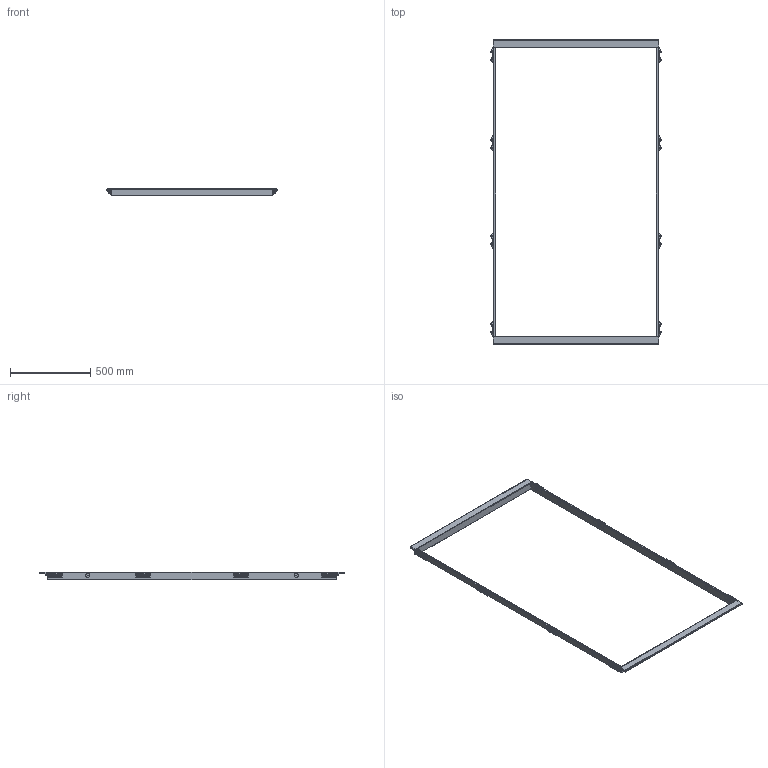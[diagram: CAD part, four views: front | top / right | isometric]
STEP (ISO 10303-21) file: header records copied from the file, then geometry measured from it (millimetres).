
FILE_DESCRIPTION(('STEP AP214'),'1');
FILE_NAME('cctmp_AE096D60-319F-420B-9938-1645033EDD65_2024_05_06_11_41_43_0728..stp','2024-05-06T09:41:45',('SIEMENS A&D'),('CADClick - www.CADClick.com'),'Spatial InterOp 3D',' ','unknown authorization');
FILE_SCHEMA(('AUTOMOTIVE_DESIGN'));
Length unit declared in the file: millimetre
Products named in the file (41): cc_unnamed; 2024_05_06_11_41_43_0681; 2024_05_06_11_41_43_0650; 2024_05_06_11_41_43_0619; 2024_05_06_11_41_43_0588; 2024_05_06_11_41_43_0556; 2024_05_06_11_41_43_0494; 2024_05_06_11_41_43_0463; 2024_05_06_11_41_43_0425; 2024_05_06_11_41_43_0363; 2024_05_06_11_41_43_0331; 2024_05_06_11_41_43_0300; 2024_05_06_11_41_43_0269; 2024_05_06_11_41_43_0206; 2024_05_06_11_41_43_0175; 2024_05_06_11_41_43_0144; 2024_05_06_11_41_43_0113; 2024_05_06_11_41_43_0050; 2024_05_06_11_41_43_0019; 2024_05_06_11_41_42_0988; 2024_05_06_11_41_42_0956; 2024_05_06_11_41_42_0894; 2024_05_06_11_41_42_0863; 2024_05_06_11_41_42_0831; 2024_05_06_11_41_42_0800; 2024_05_06_11_41_42_0738; 2024_05_06_11_41_42_0706; 2024_05_06_11_41_42_0675; 2024_05_06_11_41_42_0644; 2024_05_06_11_41_42_0581; 2024_05_06_11_41_42_0550; 2024_05_06_11_41_42_0519; 2024_05_06_11_41_42_0488; 2024_05_06_11_41_42_0425; 2024_05_06_11_41_42_0394; 2024_05_06_11_41_42_0357; 2024_05_06_11_41_42_0325; 2024_05_06_11_41_42_0263; 2024_05_06_11_41_42_0232; 2024_05_06_11_41_42_0200 ...
Assembly tree (40 placements, depth 2):
  cc_unnamed
    2024_05_06_11_41_43_0681
    2024_05_06_11_41_43_0650
    2024_05_06_11_41_43_0619
    2024_05_06_11_41_43_0588
    2024_05_06_11_41_43_0556
    2024_05_06_11_41_43_0494
    2024_05_06_11_41_43_0463
    2024_05_06_11_41_43_0425
    2024_05_06_11_41_43_0363
    2024_05_06_11_41_43_0331
    2024_05_06_11_41_43_0300
    2024_05_06_11_41_43_0269
    2024_05_06_11_41_43_0206
    2024_05_06_11_41_43_0175
    2024_05_06_11_41_43_0144
    2024_05_06_11_41_43_0113
    2024_05_06_11_41_43_0050
    2024_05_06_11_41_43_0019
    2024_05_06_11_41_42_0988
    2024_05_06_11_41_42_0956
    2024_05_06_11_41_42_0894
    2024_05_06_11_41_42_0863
    2024_05_06_11_41_42_0831
    2024_05_06_11_41_42_0800
    2024_05_06_11_41_42_0738
    2024_05_06_11_41_42_0706
    2024_05_06_11_41_42_0675
    2024_05_06_11_41_42_0644
    2024_05_06_11_41_42_0581
    2024_05_06_11_41_42_0550
    2024_05_06_11_41_42_0519
    2024_05_06_11_41_42_0488
    2024_05_06_11_41_42_0425
    2024_05_06_11_41_42_0394
    2024_05_06_11_41_42_0357
    2024_05_06_11_41_42_0325
    2024_05_06_11_41_42_0263
    2024_05_06_11_41_42_0232
    2024_05_06_11_41_42_0200
    2024_05_06_11_41_42_0169
Bounding box: 1067 x 1897 x 48 mm (x, y, z)
Volume: 802091.2 mm3; surface area: 970224.8 mm2
Topology: 40 solids, 40 shells, 2220 faces, 5788 edges, 3768 vertices
Faces by surface type: plane 1088, cylinder 956, cone 176
Entity records: 91566 total; most frequent: CARTESIAN_POINT 16025, DIRECTION 12286, ORIENTED_EDGE 11576, EDGE_CURVE 5788, AXIS2_PLACEMENT_3D 4445, VERTEX_POINT 3768, LINE 3396, VECTOR 3396
